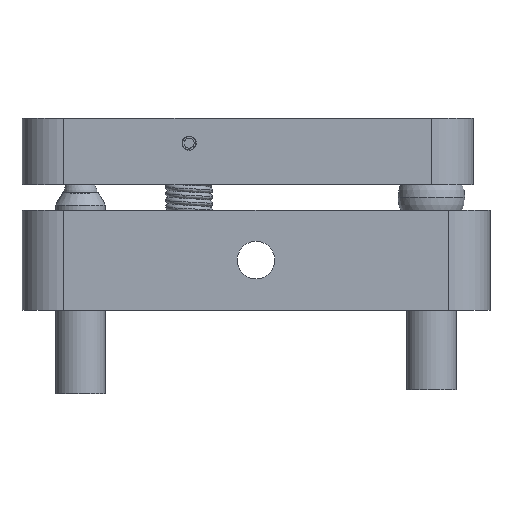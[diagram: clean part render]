
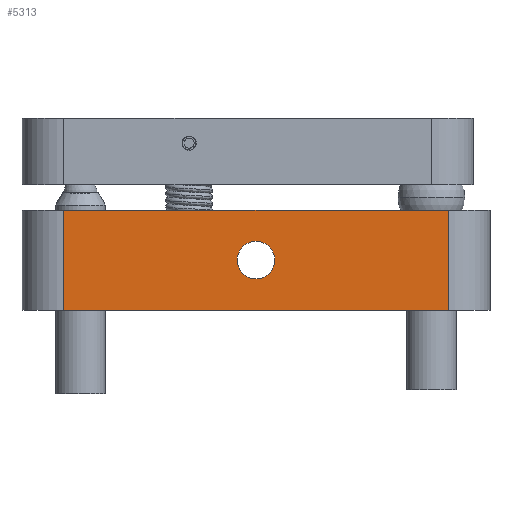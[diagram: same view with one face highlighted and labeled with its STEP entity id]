
A CAD part, front view. The second image highlights one B-rep face of the part: STEP entity #5313.
In plain terms, the highlighted planar face has unit normal (0, -1, 0).
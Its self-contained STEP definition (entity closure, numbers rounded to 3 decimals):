
#114 = CARTESIAN_POINT ( 'NONE',  ( 23., -28., -3. ) ) ;
#485 = LINE ( 'NONE', #4811, #7059 ) ;
#726 = DIRECTION ( 'NONE',  ( 1., 0., 0. ) ) ;
#732 = CARTESIAN_POINT ( 'NONE',  ( 0., -28., -11.25 ) ) ;
#741 = LINE ( 'NONE', #12443, #5439 ) ;
#1172 = CARTESIAN_POINT ( 'NONE',  ( -23., -28., -15. ) ) ;
#1333 = LINE ( 'NONE', #11831, #3055 ) ;
#1470 = DIRECTION ( 'NONE',  ( 1., 0., 0. ) ) ;
#1501 = ORIENTED_EDGE ( 'NONE', *, *, #10886, .T. ) ;
#1833 = VERTEX_POINT ( 'NONE', #732 ) ;
#2843 = DIRECTION ( 'NONE',  ( 1., 0., 0. ) ) ;
#3055 = VECTOR ( 'NONE', #11895, 1000. ) ;
#3335 = DIRECTION ( 'NONE',  ( 0., -1., 0. ) ) ;
#3468 = CARTESIAN_POINT ( 'NONE',  ( -23., -28., -15. ) ) ;
#4084 = EDGE_CURVE ( 'NONE', #5161, #13128, #741, .T. ) ;
#4446 = FACE_BOUND ( 'NONE', #10034, .T. ) ;
#4811 = CARTESIAN_POINT ( 'NONE',  ( -23., -28., -15. ) ) ;
#5100 = AXIS2_PLACEMENT_3D ( 'NONE', #11239, #7016, #726 ) ;
#5161 = VERTEX_POINT ( 'NONE', #5374 ) ;
#5313 = ADVANCED_FACE ( 'NONE', ( #12992, #4446 ), #10965, .T. ) ;
#5374 = CARTESIAN_POINT ( 'NONE',  ( -23., -28., -3. ) ) ;
#5439 = VECTOR ( 'NONE', #2843, 1000. ) ;
#5646 = DIRECTION ( 'NONE',  ( 0., 1., 0. ) ) ;
#6743 = EDGE_CURVE ( 'NONE', #7547, #5161, #1333, .T. ) ;
#6984 = AXIS2_PLACEMENT_3D ( 'NONE', #12147, #5646, #11948 ) ;
#7016 = DIRECTION ( 'NONE',  ( 0., 1., 0. ) ) ;
#7059 = VECTOR ( 'NONE', #1470, 1000. ) ;
#7547 = VERTEX_POINT ( 'NONE', #1172 ) ;
#7676 = EDGE_CURVE ( 'NONE', #1833, #10814, #13419, .T. ) ;
#7728 = DIRECTION ( 'NONE',  ( 1., 0., 0. ) ) ;
#8416 = VECTOR ( 'NONE', #13410, 1000. ) ;
#8441 = ORIENTED_EDGE ( 'NONE', *, *, #9959, .T. ) ;
#8639 = CIRCLE ( 'NONE', #5100, 2.25 ) ;
#8879 = CARTESIAN_POINT ( 'NONE',  ( 23., -28., -15. ) ) ;
#9374 = CARTESIAN_POINT ( 'NONE',  ( 0., -28., -6.75 ) ) ;
#9440 = LINE ( 'NONE', #13679, #8416 ) ;
#9959 = EDGE_CURVE ( 'NONE', #7547, #13141, #485, .T. ) ;
#10034 = EDGE_LOOP ( 'NONE', ( #11866, #11738 ) ) ;
#10814 = VERTEX_POINT ( 'NONE', #9374 ) ;
#10886 = EDGE_CURVE ( 'NONE', #13141, #13128, #9440, .T. ) ;
#10965 = PLANE ( 'NONE',  #11347 ) ;
#11239 = CARTESIAN_POINT ( 'NONE',  ( 0., -28., -9. ) ) ;
#11347 = AXIS2_PLACEMENT_3D ( 'NONE', #3468, #3335, #7728 ) ;
#11738 = ORIENTED_EDGE ( 'NONE', *, *, #13348, .T. ) ;
#11831 = CARTESIAN_POINT ( 'NONE',  ( -23., -28., -15. ) ) ;
#11866 = ORIENTED_EDGE ( 'NONE', *, *, #7676, .T. ) ;
#11895 = DIRECTION ( 'NONE',  ( 0., 0., 1. ) ) ;
#11948 = DIRECTION ( 'NONE',  ( 1., 0., 0. ) ) ;
#12147 = CARTESIAN_POINT ( 'NONE',  ( 0., -28., -9. ) ) ;
#12443 = CARTESIAN_POINT ( 'NONE',  ( -23., -28., -3. ) ) ;
#12512 = EDGE_LOOP ( 'NONE', ( #13703, #13237, #8441, #1501 ) ) ;
#12992 = FACE_OUTER_BOUND ( 'NONE', #12512, .T. ) ;
#13128 = VERTEX_POINT ( 'NONE', #114 ) ;
#13141 = VERTEX_POINT ( 'NONE', #8879 ) ;
#13237 = ORIENTED_EDGE ( 'NONE', *, *, #6743, .F. ) ;
#13348 = EDGE_CURVE ( 'NONE', #10814, #1833, #8639, .T. ) ;
#13410 = DIRECTION ( 'NONE',  ( 0., 0., 1. ) ) ;
#13419 = CIRCLE ( 'NONE', #6984, 2.25 ) ;
#13679 = CARTESIAN_POINT ( 'NONE',  ( 23., -28., -15. ) ) ;
#13703 = ORIENTED_EDGE ( 'NONE', *, *, #4084, .F. ) ;
